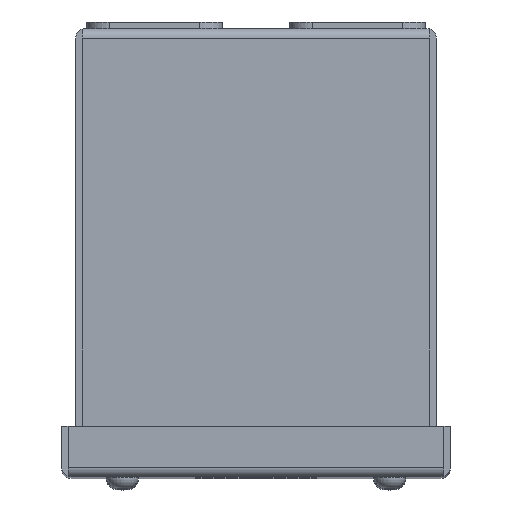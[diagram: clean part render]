
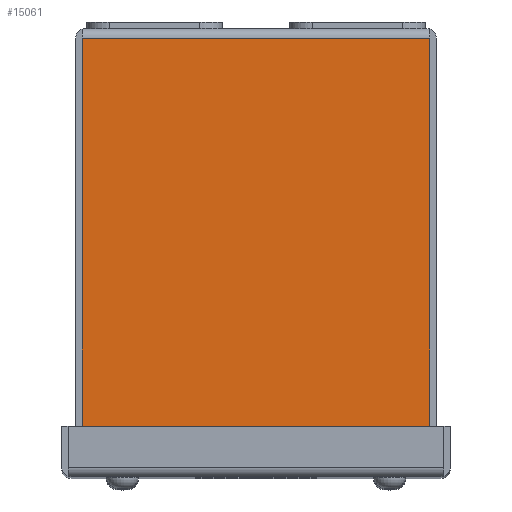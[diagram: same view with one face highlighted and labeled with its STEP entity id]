
A CAD part, top view. The second image highlights one B-rep face of the part: STEP entity #15061.
In plain terms, the highlighted planar face has unit normal (0, 0, 1).
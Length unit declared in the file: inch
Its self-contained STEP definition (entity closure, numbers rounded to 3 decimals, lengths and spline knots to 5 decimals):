
#458 = VECTOR ( 'NONE', #1765, 39.37008 ) ;
#900 = LINE ( 'NONE', #21489, #21571 ) ;
#1765 = DIRECTION ( 'NONE',  ( 0., -1., 0. ) ) ;
#2151 = FACE_OUTER_BOUND ( 'NONE', #14222, .T. ) ;
#2594 = DIRECTION ( 'NONE',  ( 1., 0., 0. ) ) ;
#4161 = VERTEX_POINT ( 'NONE', #23890 ) ;
#4337 = CARTESIAN_POINT ( 'NONE',  ( 1.92721, -4.642, 5. ) ) ;
#5157 = LINE ( 'NONE', #24361, #10724 ) ;
#5767 = DIRECTION ( 'NONE',  ( -1., 0., 0. ) ) ;
#7392 = CARTESIAN_POINT ( 'NONE',  ( 13.406, 0., 5. ) ) ;
#9618 = ORIENTED_EDGE ( 'NONE', *, *, #12739, .F. ) ;
#9757 = EDGE_CURVE ( 'NONE', #23999, #12336, #20976, .T. ) ;
#9815 = CARTESIAN_POINT ( 'NONE',  ( -1.892, -0.108, 5. ) ) ;
#10373 = DIRECTION ( 'NONE',  ( -1., 0., 0. ) ) ;
#10724 = VECTOR ( 'NONE', #22609, 39.37008 ) ;
#11693 = LINE ( 'NONE', #9815, #15697 ) ;
#11829 = EDGE_CURVE ( 'NONE', #21600, #12336, #900, .T. ) ;
#12336 = VERTEX_POINT ( 'NONE', #16320 ) ;
#12635 = ORIENTED_EDGE ( 'NONE', *, *, #9757, .T. ) ;
#12739 = EDGE_CURVE ( 'NONE', #23999, #4161, #11693, .T. ) ;
#13070 = ORIENTED_EDGE ( 'NONE', *, *, #11829, .F. ) ;
#14222 = EDGE_LOOP ( 'NONE', ( #13070, #19626, #9618, #12635 ) ) ;
#14990 = DIRECTION ( 'NONE',  ( 0., 0., -1. ) ) ;
#15061 = ADVANCED_FACE ( 'NONE', ( #2151 ), #16861, .F. ) ;
#15345 = CARTESIAN_POINT ( 'NONE',  ( -1.92721, 39.37008, 5. ) ) ;
#15697 = VECTOR ( 'NONE', #2594, 39.37008 ) ;
#16320 = CARTESIAN_POINT ( 'NONE',  ( -1.92721, -4.642, 5. ) ) ;
#16861 = PLANE ( 'NONE',  #20459 ) ;
#19337 = EDGE_CURVE ( 'NONE', #4161, #21600, #5157, .T. ) ;
#19456 = CARTESIAN_POINT ( 'NONE',  ( -1.92721, -0.108, 5. ) ) ;
#19626 = ORIENTED_EDGE ( 'NONE', *, *, #19337, .F. ) ;
#20459 = AXIS2_PLACEMENT_3D ( 'NONE', #7392, #14990, #5767 ) ;
#20976 = LINE ( 'NONE', #15345, #458 ) ;
#21489 = CARTESIAN_POINT ( 'NONE',  ( 13.406, -4.642, 5. ) ) ;
#21571 = VECTOR ( 'NONE', #10373, 39.37008 ) ;
#21600 = VERTEX_POINT ( 'NONE', #4337 ) ;
#22609 = DIRECTION ( 'NONE',  ( 0., -1., 0. ) ) ;
#23890 = CARTESIAN_POINT ( 'NONE',  ( 1.92721, -0.108, 5. ) ) ;
#23999 = VERTEX_POINT ( 'NONE', #19456 ) ;
#24361 = CARTESIAN_POINT ( 'NONE',  ( 1.92721, 39.37008, 5. ) ) ;
